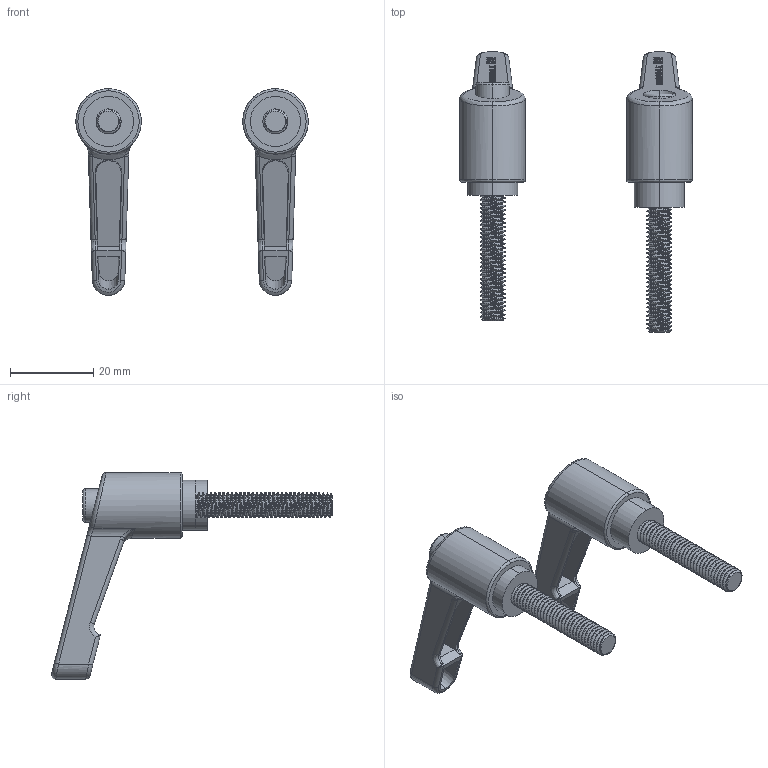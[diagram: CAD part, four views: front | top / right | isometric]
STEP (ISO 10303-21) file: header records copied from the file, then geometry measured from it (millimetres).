
FILE_DESCRIPTION (( 'STEP AP214' ), '1' );
FILE_NAME ('02762-Clamp Lever Steel Coated Ext Thread Zinc Handle M6.STEP', '2018-08-07T03:19:26', ( '' ), ( '' ), 'SwSTEP 2.0', 'SolidWorks 2018', '' );
FILE_SCHEMA (( 'AUTOMOTIVE_DESIGN' ));
Length unit declared in the file: millimetre
Products named in the file (3): 02762-Clamp Lever Steel Coated Ext Thread Zinc Handle M6; 02762 Clamp Lever Steel Coated Ext Thread Zinc Handle M6_down; 02762 Clamp Lever Steel Coated Ext Thread Zinc Handle M6_up
Assembly tree (2 placements, depth 2):
  02762-Clamp Lever Steel Coated Ext Thread Zinc Handle M6
    02762 Clamp Lever Steel Coated Ext Thread Zinc Handle M6_down
    02762 Clamp Lever Steel Coated Ext Thread Zinc Handle M6_up
Bounding box: 55.7 x 67.31 x 49.52 mm (x, y, z)
Volume: 13517.4 mm3; surface area: 8122.9 mm2
Topology: 2 solids, 2 shells, 762 faces, 2058 edges, 1354 vertices
Faces by surface type: plane 328, bspline 258, cylinder 158, cone 10, torus 8
Entity records: 46956 total; most frequent: CARTESIAN_POINT 30327, ORIENTED_EDGE 4108, DIRECTION 2360, EDGE_CURVE 2054, VERTEX_POINT 1354, VECTOR 1170, LINE 1170, EDGE_LOOP 820
